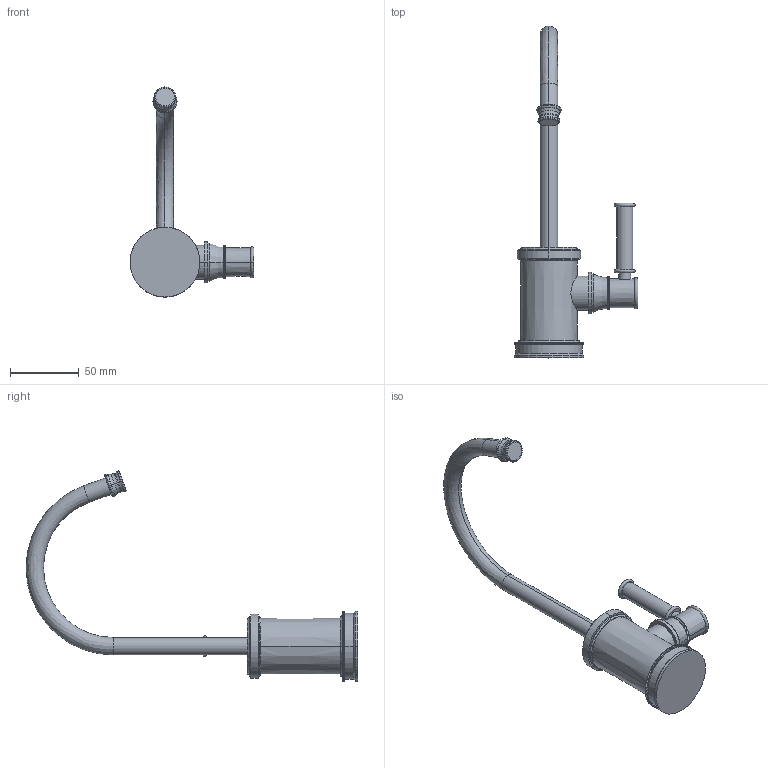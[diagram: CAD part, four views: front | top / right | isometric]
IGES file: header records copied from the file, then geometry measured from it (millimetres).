
Start section:  PTC IGES file: 2940-5623.igs
Global section: file name: 2940-5623.igs; native system: Creo Parametric by PTC Inc.; preprocessor: 2018400; author: jinson.thomas; organization: Unknown; date: 20210421.161338; units: inch
Bounding box: 90.2 x 241.81 x 153.12 mm (x, y, z)
Volume: 178127.8 mm3; surface area: 34160.6 mm2
Topology: 1 solids, 1 shells, 680 faces, 1938 edges, 1276 vertices
Faces by surface type: bspline 408, revolution 272
